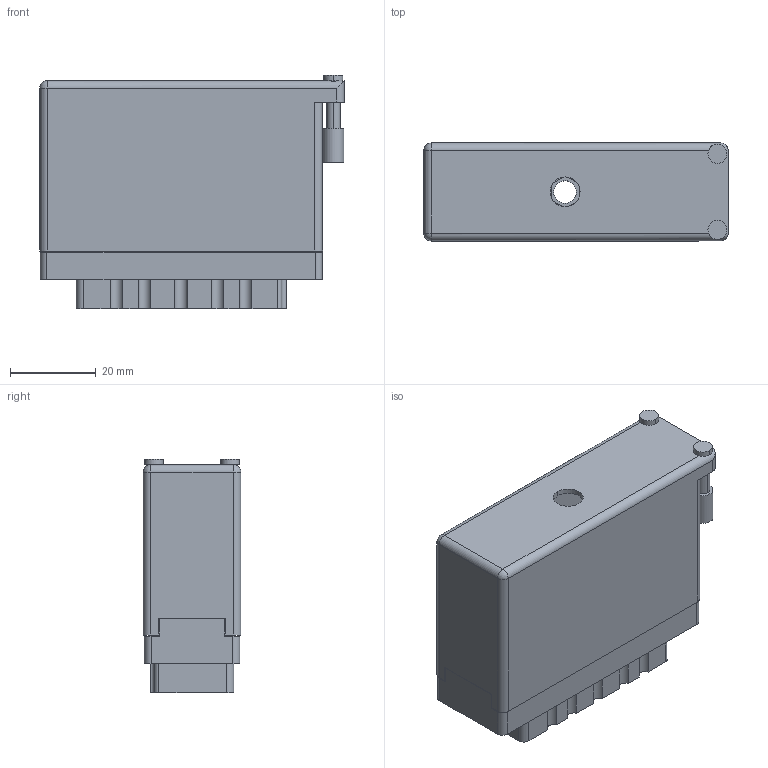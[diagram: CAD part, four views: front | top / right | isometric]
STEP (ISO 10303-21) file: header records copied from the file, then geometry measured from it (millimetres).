
FILE_DESCRIPTION (( 'STEP AP203' ), '1' );
FILE_NAME ('516-056-000-450.STEP', '2020-03-05T20:15:39', ( '' ), ( '' ), 'SwSTEP 2.0', 'SolidWorks 2016', '' );
FILE_SCHEMA (( 'CONFIG_CONTROL_DESIGN' ));
Length unit declared in the file: inch
Products named in the file (3): 516-056-000-450; 516 Part Receptacle_056; 516-230-001_Metal - 056 Side Entry
Assembly tree (2 placements, depth 2):
  516-056-000-450
    516 Part Receptacle_056
    516-230-001_Metal - 056 Side Entry
Bounding box: 71.12 x 22.83 x 54.53 mm (x, y, z)
Volume: 24658 mm3; surface area: 36290 mm2
Topology: 2 solids, 2 shells, 1328 faces, 3907 edges, 2598 vertices
Faces by surface type: plane 926, cylinder 398, cone 2, sphere 2
Entity records: 44822 total; most frequent: CARTESIAN_POINT 7877, ORIENTED_EDGE 7810, DIRECTION 7583, EDGE_CURVE 3905, LINE 2883, VECTOR 2883, VERTEX_POINT 2598, AXIS2_PLACEMENT_3D 2350
